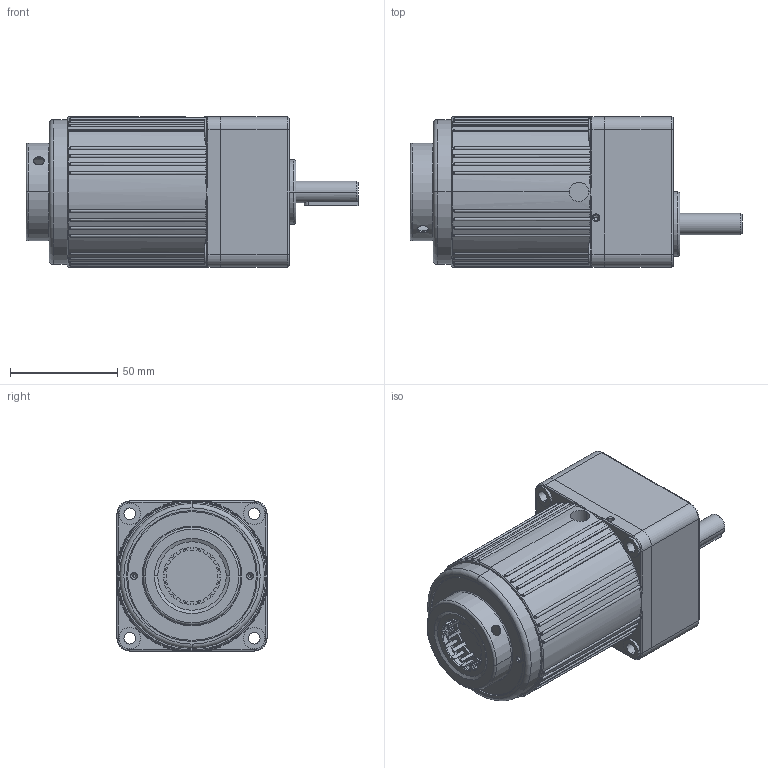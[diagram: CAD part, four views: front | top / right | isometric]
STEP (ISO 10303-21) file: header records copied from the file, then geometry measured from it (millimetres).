
FILE_DESCRIPTION (( 'STEP AP203' ), '1' );
FILE_NAME ('3IK15R+3GN3-15K.STEP', '2020-01-08T02:59:03', ( 'Sky123.Org' ), ( 'Sky123.Org' ), 'SwSTEP 2.0', 'SolidWorks 2014', '' );
FILE_SCHEMA (( 'CONFIG_CONTROL_DESIGN' ));
Length unit declared in the file: millimetre
Products named in the file (6): 3IK15A; 测速线圈外壳; 测速线圈外壳2; 测速线圈总成; 3GN3-15K; 3IK15R+3GN3-15K
Assembly tree (5 placements, depth 3):
  3IK15R+3GN3-15K
    3IK15A
    测速线圈总成
      测速线圈外壳
      测速线圈外壳2
    3GN3-15K
Bounding box: 154.8 x 70 x 70 mm (x, y, z)
Volume: 464403.8 mm3; surface area: 66579.3 mm2
Topology: 4 solids, 4 shells, 582 faces, 1562 edges, 992 vertices
Faces by surface type: cylinder 229, plane 166, torus 128, bspline 33, cone 26
Entity records: 20910 total; most frequent: CARTESIAN_POINT 5622, DIRECTION 3216, ORIENTED_EDGE 3088, EDGE_CURVE 1544, AXIS2_PLACEMENT_3D 1328, VERTEX_POINT 992, CIRCLE 770, EDGE_LOOP 632
